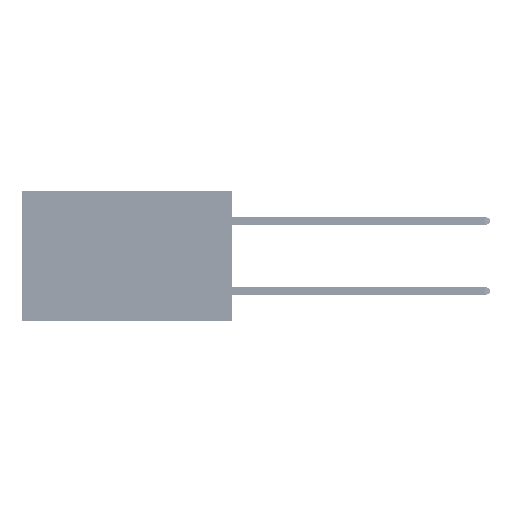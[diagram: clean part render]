
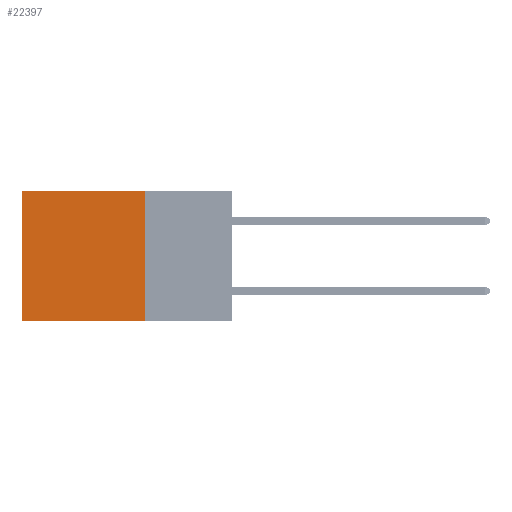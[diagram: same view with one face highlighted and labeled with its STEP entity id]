
A CAD part, left-side view. The second image highlights one B-rep face of the part: STEP entity #22397.
In plain terms, the highlighted planar face has unit normal (-1, 0, 0).
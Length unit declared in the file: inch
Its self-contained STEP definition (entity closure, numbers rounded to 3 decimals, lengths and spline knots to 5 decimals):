
#1804 = LINE ( 'NONE', #17923, #37202 ) ;
#2381 = DIRECTION ( 'NONE',  ( 0., 0., -1. ) ) ;
#4259 = CARTESIAN_POINT ( 'NONE',  ( 0.2875, 0.6, -0.37 ) ) ;
#9925 = LINE ( 'NONE', #40312, #39792 ) ;
#12049 = AXIS2_PLACEMENT_3D ( 'NONE', #34063, #14670, #18263 ) ;
#14605 = ORIENTED_EDGE ( 'NONE', *, *, #15961, .T. ) ;
#14631 = CARTESIAN_POINT ( 'NONE',  ( 0.2875, 0.25, 0. ) ) ;
#14670 = DIRECTION ( 'NONE',  ( 1., 0., 0. ) ) ;
#14683 = CARTESIAN_POINT ( 'NONE',  ( 0.2875, 0.25, -0.37 ) ) ;
#15045 = EDGE_CURVE ( 'NONE', #17107, #41730, #9925, .T. ) ;
#15961 = EDGE_CURVE ( 'NONE', #41730, #41739, #1804, .T. ) ;
#16672 = EDGE_CURVE ( 'NONE', #17107, #42410, #17689, .T. ) ;
#17107 = VERTEX_POINT ( 'NONE', #25131 ) ;
#17689 = LINE ( 'NONE', #14631, #29215 ) ;
#17923 = CARTESIAN_POINT ( 'NONE',  ( 0.2875, 0.6, 0. ) ) ;
#18263 = DIRECTION ( 'NONE',  ( 0., 0., -1. ) ) ;
#18440 = DIRECTION ( 'NONE',  ( 0., 1., 0. ) ) ;
#20390 = DIRECTION ( 'NONE',  ( 0., 1., 0. ) ) ;
#22347 = ORIENTED_EDGE ( 'NONE', *, *, #24655, .F. ) ;
#22397 = ADVANCED_FACE ( 'NONE', ( #38383 ), #29830, .F. ) ;
#22442 = DIRECTION ( 'NONE',  ( 0., 0., -1. ) ) ;
#24655 = EDGE_CURVE ( 'NONE', #42410, #41739, #38065, .T. ) ;
#25131 = CARTESIAN_POINT ( 'NONE',  ( 0.2875, 0.25, 0. ) ) ;
#29215 = VECTOR ( 'NONE', #22442, 39.37008 ) ;
#29830 = PLANE ( 'NONE',  #12049 ) ;
#32997 = ORIENTED_EDGE ( 'NONE', *, *, #15045, .T. ) ;
#34063 = CARTESIAN_POINT ( 'NONE',  ( 0.2875, 0.25, 0. ) ) ;
#35620 = CARTESIAN_POINT ( 'NONE',  ( 0.2875, 0.6, 0. ) ) ;
#37202 = VECTOR ( 'NONE', #2381, 39.37008 ) ;
#38065 = LINE ( 'NONE', #14683, #46006 ) ;
#38383 = FACE_OUTER_BOUND ( 'NONE', #41967, .T. ) ;
#39792 = VECTOR ( 'NONE', #20390, 39.37008 ) ;
#40204 = CARTESIAN_POINT ( 'NONE',  ( 0.2875, 0.25, -0.37 ) ) ;
#40312 = CARTESIAN_POINT ( 'NONE',  ( 0.2875, 0.25, 0. ) ) ;
#41730 = VERTEX_POINT ( 'NONE', #35620 ) ;
#41739 = VERTEX_POINT ( 'NONE', #4259 ) ;
#41967 = EDGE_LOOP ( 'NONE', ( #14605, #22347, #42304, #32997 ) ) ;
#42304 = ORIENTED_EDGE ( 'NONE', *, *, #16672, .F. ) ;
#42410 = VERTEX_POINT ( 'NONE', #40204 ) ;
#46006 = VECTOR ( 'NONE', #18440, 39.37008 ) ;
